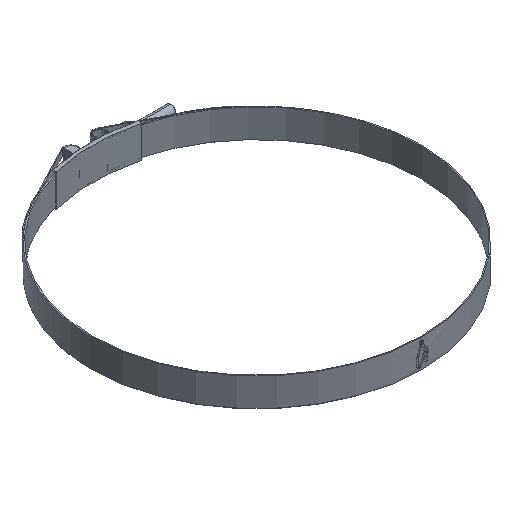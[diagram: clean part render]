
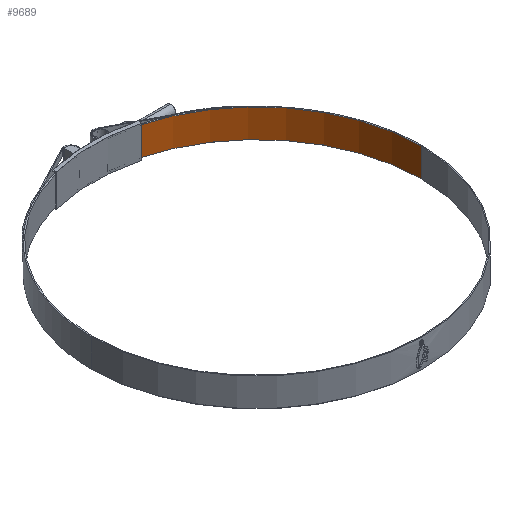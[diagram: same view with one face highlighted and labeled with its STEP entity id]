
A CAD part, isometric view. The second image highlights one B-rep face of the part: STEP entity #9689.
In plain terms, the highlighted cylindrical face has radius 112 mm (diameter 224 mm), a partial arc.
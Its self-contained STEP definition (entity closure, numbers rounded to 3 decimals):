
#648 = CARTESIAN_POINT ( 'NONE',  ( 112., 0., 9.65 ) ) ;
#2051 = EDGE_LOOP ( 'NONE', ( #7919, #11174, #6068, #8579 ) ) ;
#2361 = CARTESIAN_POINT ( 'NONE',  ( 9.573, 111.59, 9.65 ) ) ;
#3312 = EDGE_CURVE ( 'NONE', #8304, #10487, #6278, .T. ) ;
#3486 = CARTESIAN_POINT ( 'NONE',  ( 112., 0., -9.65 ) ) ;
#3645 = AXIS2_PLACEMENT_3D ( 'NONE', #14453, #7651, #10026 ) ;
#4618 = AXIS2_PLACEMENT_3D ( 'NONE', #10689, #6132, #5045 ) ;
#5045 = DIRECTION ( 'NONE',  ( -1., 0., 0. ) ) ;
#5213 = LINE ( 'NONE', #12886, #13380 ) ;
#5530 = CYLINDRICAL_SURFACE ( 'NONE', #3645, 112. ) ;
#5587 = CARTESIAN_POINT ( 'NONE',  ( 9.573, 111.59, -9.65 ) ) ;
#6068 = ORIENTED_EDGE ( 'NONE', *, *, #10065, .T. ) ;
#6132 = DIRECTION ( 'NONE',  ( 0., 0., -1. ) ) ;
#6155 = DIRECTION ( 'NONE',  ( 0., 0., -1. ) ) ;
#6278 = LINE ( 'NONE', #648, #9306 ) ;
#6410 = FACE_OUTER_BOUND ( 'NONE', #2051, .T. ) ;
#6563 = DIRECTION ( 'NONE',  ( -1., 0., 0. ) ) ;
#7268 = EDGE_CURVE ( 'NONE', #7550, #8304, #10186, .T. ) ;
#7550 = VERTEX_POINT ( 'NONE', #2361 ) ;
#7651 = DIRECTION ( 'NONE',  ( 0., 0., -1. ) ) ;
#7919 = ORIENTED_EDGE ( 'NONE', *, *, #3312, .F. ) ;
#8248 = CARTESIAN_POINT ( 'NONE',  ( 112., 0., 9.65 ) ) ;
#8304 = VERTEX_POINT ( 'NONE', #8248 ) ;
#8486 = CARTESIAN_POINT ( 'NONE',  ( 0., 0., 9.65 ) ) ;
#8579 = ORIENTED_EDGE ( 'NONE', *, *, #13893, .T. ) ;
#9306 = VECTOR ( 'NONE', #14026, 1000. ) ;
#9667 = DIRECTION ( 'NONE',  ( 0., 0., -1. ) ) ;
#9689 = ADVANCED_FACE ( 'NONE', ( #6410 ), #5530, .F. ) ;
#10026 = DIRECTION ( 'NONE',  ( -1., 0., 0. ) ) ;
#10065 = EDGE_CURVE ( 'NONE', #7550, #11797, #5213, .T. ) ;
#10186 = CIRCLE ( 'NONE', #12970, 112. ) ;
#10487 = VERTEX_POINT ( 'NONE', #3486 ) ;
#10689 = CARTESIAN_POINT ( 'NONE',  ( 0., 0., -9.65 ) ) ;
#11174 = ORIENTED_EDGE ( 'NONE', *, *, #7268, .F. ) ;
#11797 = VERTEX_POINT ( 'NONE', #5587 ) ;
#12338 = CIRCLE ( 'NONE', #4618, 112. ) ;
#12886 = CARTESIAN_POINT ( 'NONE',  ( 9.573, 111.59, 9.65 ) ) ;
#12970 = AXIS2_PLACEMENT_3D ( 'NONE', #8486, #9667, #6563 ) ;
#13380 = VECTOR ( 'NONE', #6155, 1000. ) ;
#13893 = EDGE_CURVE ( 'NONE', #11797, #10487, #12338, .T. ) ;
#14026 = DIRECTION ( 'NONE',  ( 0., 0., -1. ) ) ;
#14453 = CARTESIAN_POINT ( 'NONE',  ( 0., 0., 9.65 ) ) ;
